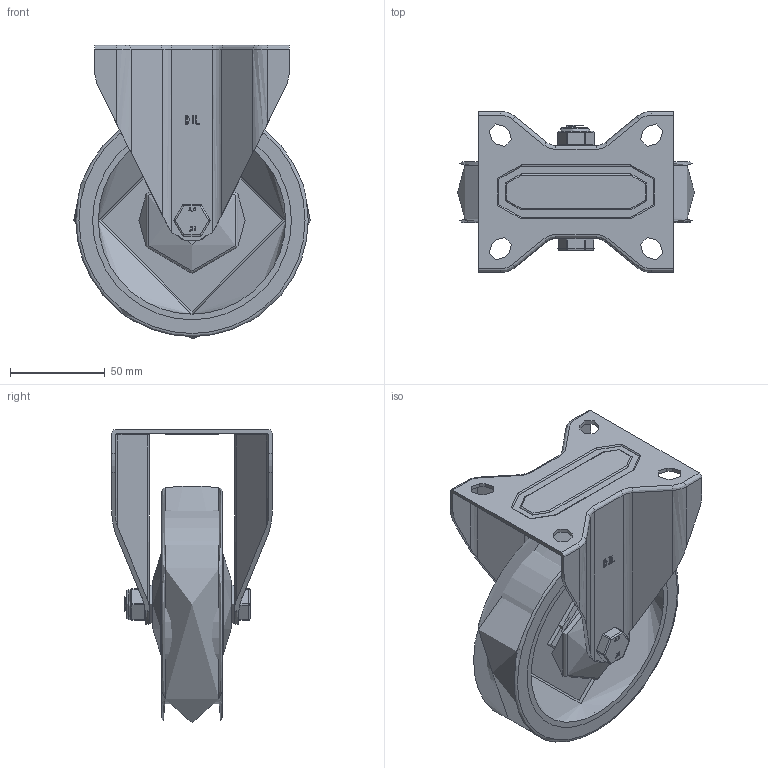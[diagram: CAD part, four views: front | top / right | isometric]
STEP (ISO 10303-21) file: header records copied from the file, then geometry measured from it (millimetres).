
FILE_DESCRIPTION(/* description */ (''),/* implementation_level */ '2;1');
FILE_NAME(/* name */ 'BZMMF125STPRBJ.step',/* time_stamp */ '2024-07-01T11:56:58+01:00',/* author */ (''),/* organization */ (''),/* preprocessor_version */ 'ST-DEVELOPER v20',/* originating_system */ 'Autodesk Translation Framework v13.14.0.145',/* authorisation */ '');
FILE_SCHEMA (('AUTOMOTIVE_DESIGN { 1 0 10303 214 3 1 1 }'));
Length unit declared in the file: millimetre
Products named in the file (28): BZMMF125STPRBJ; BZMMF125AS v1; BZMMF125AS; ZINC PLATED, PRESSED STEEL BRACKET; BZMM125WSTPRBJM10 v1; 65 SHORE A THERMOPLASTIC RUBBER TYRE; POLYPROPYLENE RIM; BEARING 6202; METAL; METAL2; Pattern; Component1; MIDDLE; RUBBER; RUBBER2; CAP; CAP Geometry; CAP2; WP10X21X2 v1; WP10X21X2; WP10X21X2 v1 (1); WP10X21X2 (1); HEXBOLTM10X60Z8.8 v2; GRADE 8.8 ZINC PLATED BOLT; NYLOCM10Z v1; NYLOC NUT; RUBBER (1); NUT
Assembly tree (34 placements, depth 5):
  BZMMF125STPRBJ
    BZMMF125AS v1
      BZMMF125AS
      ZINC PLATED, PRESSED STEEL BRACKET
    BZMM125WSTPRBJM10 v1
      65 SHORE A THERMOPLASTIC RUBBER TYRE
      POLYPROPYLENE RIM
      BEARING 6202
        METAL
        METAL2
        Pattern
          Component1  x8
        MIDDLE
        RUBBER
        RUBBER2
      CAP
        CAP Geometry
        CAP2
    WP10X21X2 v1
      WP10X21X2
    WP10X21X2 v1 (1)
      WP10X21X2 (1)
    HEXBOLTM10X60Z8.8 v2
      GRADE 8.8 ZINC PLATED BOLT
    NYLOCM10Z v1
      NYLOC NUT
        RUBBER (1)
        NUT
Bounding box: 125 x 85 x 155 mm (x, y, z)
Volume: 260502.9 mm3; surface area: 150644.3 mm2
Topology: 23 solids, 23 shells, 787 faces, 1930 edges, 1255 vertices
Faces by surface type: plane 288, cylinder 211, bspline 195, torus 43, sphere 42, cone 8
Full cylindrical faces by diameter (mm): 8.141 x19, 9.85 x20, 10 x3, 10.2 x2, 10.4 x2, 10.75 x2, 12 x2, 15 x3, 15.5 x1, 16 x1, 18 x1, 19.8 x2, 20 x6, 22.5 x2, 23 x2, 25.5 x2, 30 x4, 30.5 x2, 31 x4, 32 x1, 32.5 x2, 34.5 x2, 35 x2, 36.5 x2, 39 x2, 40.5 x2, 44.5 x2, 53 x2, 56 x2, 99 x2
Entity records: 32044 total; most frequent: CARTESIAN_POINT 13860, ORIENTED_EDGE 3778, DIRECTION 3227, EDGE_CURVE 1889, VERTEX_POINT 1241, AXIS2_PLACEMENT_3D 1194, EDGE_LOOP 934, LINE 839
